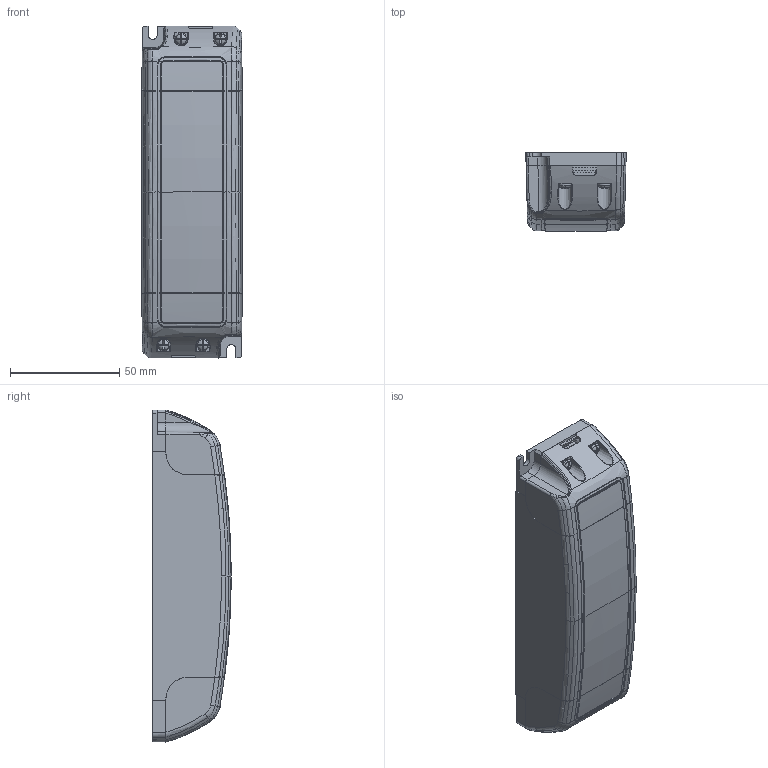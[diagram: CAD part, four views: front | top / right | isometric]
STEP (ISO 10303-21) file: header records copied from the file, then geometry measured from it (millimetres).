
FILE_DESCRIPTION(('Creo Elements/Direct Modeling STEP Export'),'2;1');
FILE_NAME('ECXd700.562.stp','2021-01-11T 7:04:03',(''),(''),'PTC Creo Elements/Direct Modeling STEP processor for AP214 (Solid Model)','PTC Creo Elements/Direct Modeling 19.0E 27-Jun-2016 (C) Parametric Technology GmbH','');
FILE_SCHEMA(('AUTOMOTIVE_DESIGN { 1 0 10303 214 1 1 1 1 }'));
Length unit declared in the file: millimetre
Products named in the file (4): cord_grip; casing; Casing; ECXD700_562.stp
Assembly tree (4 placements, depth 3):
  ECXD700_562.stp
    Casing
      cord_grip  x2
      casing
Bounding box: 46 x 35.98 x 152 mm (x, y, z)
Volume: 46434.6 mm3; surface area: 74935.5 mm2
Topology: 3 solids, 7 shells, 1491 faces, 4169 edges, 2682 vertices
Faces by surface type: plane 955, cylinder 232, bspline 150, torus 100, cone 44, sphere 10
Entity records: 51328 total; most frequent: CARTESIAN_POINT 13290, ORIENTED_EDGE 6962, DIRECTION 5810, EDGE_CURVE 3481, VECTOR 2476, LINE 2476, VERTEX_POINT 2248, AXIS2_PLACEMENT_3D 1667
